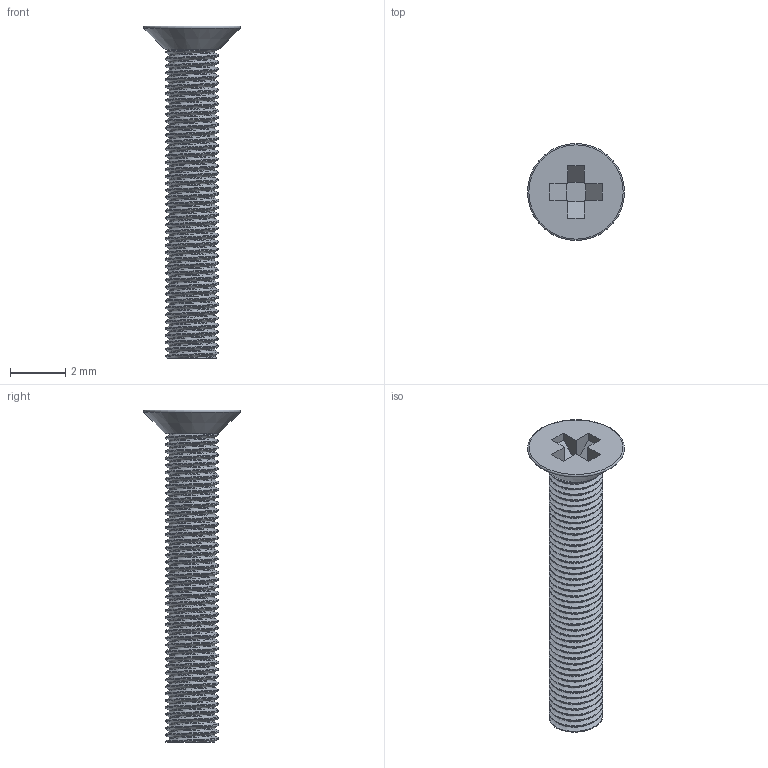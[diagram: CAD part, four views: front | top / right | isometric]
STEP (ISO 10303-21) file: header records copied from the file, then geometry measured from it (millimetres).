
FILE_DESCRIPTION(/* description */ (''),/* implementation_level */ '2;1');
FILE_NAME(/* name */ 'M2 x 12mm.step',/* time_stamp */ '2021-08-05T21:41:02+08:00',/* author */ (''),/* organization */ (''),/* preprocessor_version */ 'ST-DEVELOPER v18.1',/* originating_system */ 'Autodesk Translation Framework v10.9.0.1377',/* authorisation */ '');
FILE_SCHEMA (('AUTOMOTIVE_DESIGN { 1 0 10303 214 3 1 1 }'));
Length unit declared in the file: millimetre
Products named in the file (1): M2 x 12mm
Bounding box: 3.51 x 3.51 x 12 mm (x, y, z)
Volume: 32.4 mm3; surface area: 132.2 mm2
Topology: 1 solids, 1 shells, 115 faces, 333 edges, 221 vertices
Faces by surface type: cylinder 91, plane 20, bspline 2, torus 1, cone 1
Full cylindrical faces by diameter (mm): 1.661 x16, 1.948 x29
Entity records: 8734 total; most frequent: CARTESIAN_POINT 6030, ORIENTED_EDGE 666, DIRECTION 384, EDGE_CURVE 333, VERTEX_POINT 221, B_SPLINE_CURVE_WITH_KNOTS 186, LINE 138, VECTOR 138
